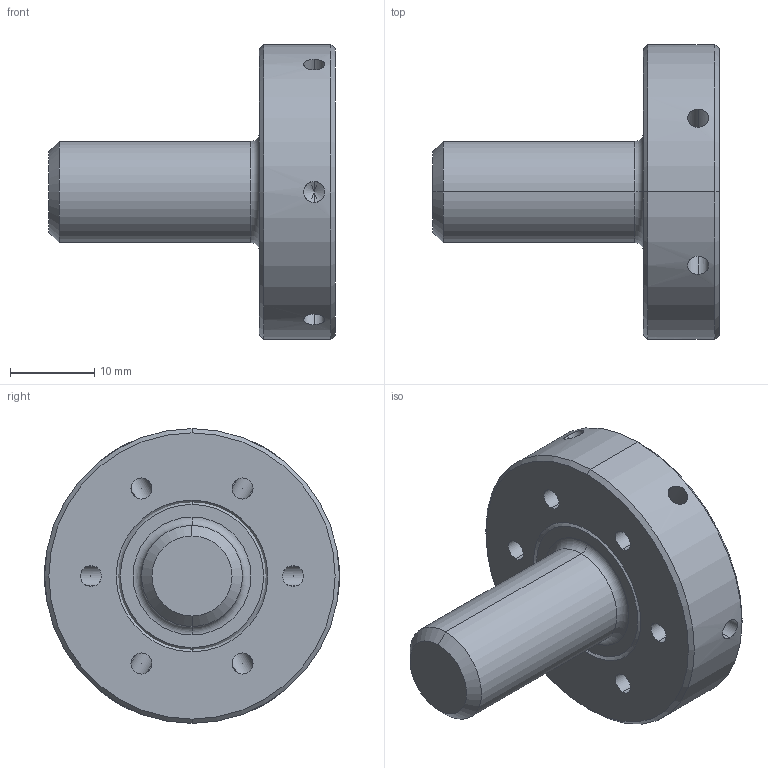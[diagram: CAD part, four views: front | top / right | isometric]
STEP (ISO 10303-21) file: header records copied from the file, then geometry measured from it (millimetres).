
FILE_DESCRIPTION (( 'STEP AP214' ), '1' );
FILE_NAME ('D27-ER1.K61.018.STEP', '2015-02-16T07:00:45', ( 'SWIAdmin' ), ( 'Hewlett-Packard Company' ), 'SwSTEP 2.0', 'SolidWorks 2012', '' );
FILE_SCHEMA (( 'AUTOMOTIVE_DESIGN' ));
Length unit declared in the file: millimetre
Products named in the file (3): D27-ER1.K62.009_A; D27-ER1.K63.018_A; D27-ER1.K61.018
Assembly tree (2 placements, depth 2):
  D27-ER1.K61.018
    D27-ER1.K63.018_A
    D27-ER1.K62.009_A
Bounding box: 34 x 35 x 35 mm (x, y, z)
Volume: 10819.4 mm3; surface area: 5426.9 mm2
Topology: 2 solids, 2 shells, 119 faces, 288 edges, 155 vertices
Faces by surface type: cone 54, cylinder 52, plane 11, torus 2
Entity records: 4056 total; most frequent: CARTESIAN_POINT 1421, ORIENTED_EDGE 524, DIRECTION 492, EDGE_CURVE 262, AXIS2_PLACEMENT_3D 196, VERTEX_POINT 155, EDGE_LOOP 141, FACE_OUTER_BOUND 119
